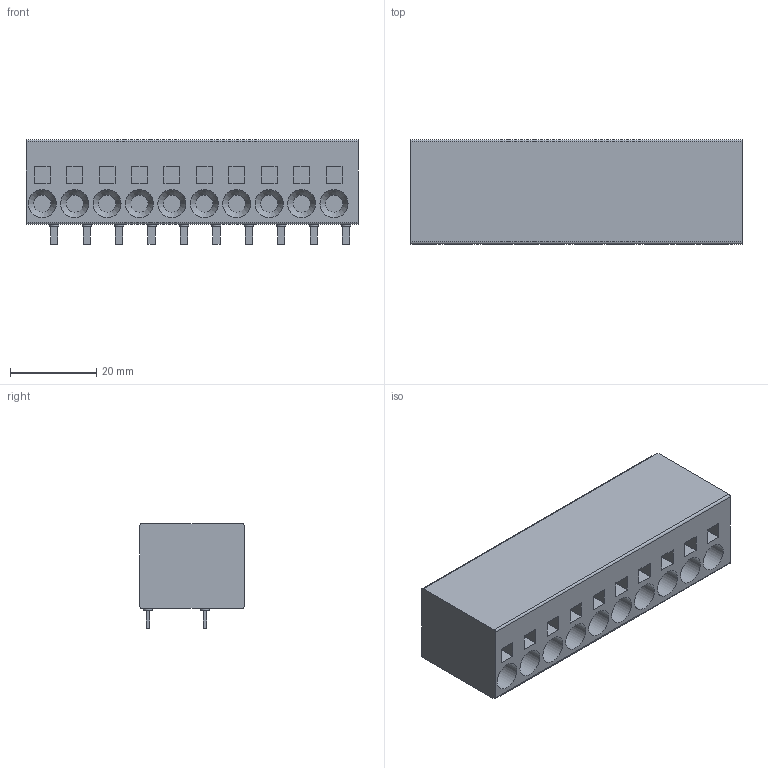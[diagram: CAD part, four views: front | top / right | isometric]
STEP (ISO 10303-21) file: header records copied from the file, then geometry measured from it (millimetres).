
FILE_DESCRIPTION(/* description */ ('model of PhoenixContact_SPT_5_10-H-7.5-ZB_1x10_P7.5mm_Horizontal'),/* implementation_level */ '2;1');
FILE_NAME(/* name */ 'PhoenixContact_SPT_5_10-H-7.5-ZB_1x10_P7.5mm_Horizontal.step',/* time_stamp */ '2023-01-30T13:58:03',/* author */ ('KiCAD','kicad'),/* organization */ ('OCCT'),/* preprocessor_version */ '',/* originating_system */ 'KiCAD',/* authorisation */ '');
FILE_SCHEMA(('AUTOMOTIVE_DESIGN { 1 0 10303 214 1 1 1 1 }'));
Length unit declared in the file: millimetre
Products named in the file (7): CQ assembly; bab2bb72-a09d-11ed-8f45-a0cec80452fd; bab2bb72-a09d-11ed-8f45-a0cec80452fd_part; bab2bfdc-a09d-11ed-8f45-a0cec80452fd; bab2bfdc-a09d-11ed-8f45-a0cec80452fd_part; bab2c2ac-a09d-11ed-8f45-a0cec80452fd; bab2c2ac-a09d-11ed-8f45-a0cec80452fd_part
Assembly tree (6 placements, depth 4):
  CQ assembly
    bab2bb72-a09d-11ed-8f45-a0cec80452fd
      bab2bb72-a09d-11ed-8f45-a0cec80452fd_part
      bab2bfdc-a09d-11ed-8f45-a0cec80452fd
        bab2bfdc-a09d-11ed-8f45-a0cec80452fd_part
      bab2c2ac-a09d-11ed-8f45-a0cec80452fd
        bab2c2ac-a09d-11ed-8f45-a0cec80452fd_part
Bounding box: 76.8 x 24.15 x 24.2 mm (x, y, z)
Volume: 33199.7 mm3; surface area: 10173.4 mm2
Topology: 11 solids, 11 shells, 170 faces, 344 edges, 226 vertices
Faces by surface type: plane 136, cylinder 24, cone 10
Full cylindrical faces by diameter (mm): 2.1 x10, 6.5 x10
Entity records: 4565 total; most frequent: DIRECTION 756, CARTESIAN_POINT 747, ORIENTED_EDGE 688, EDGE_CURVE 344, LINE 286, VECTOR 286, AXIS2_PLACEMENT_3D 235, VERTEX_POINT 226
